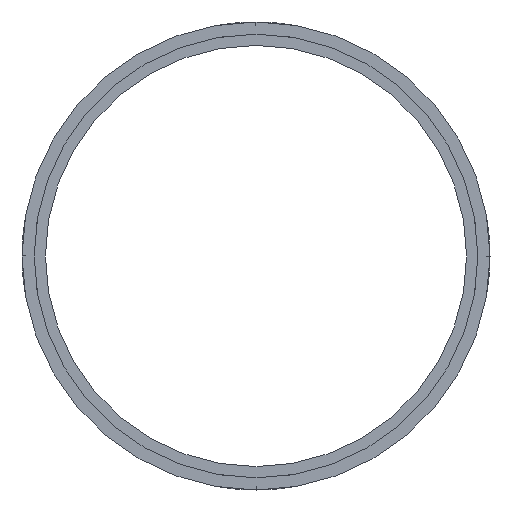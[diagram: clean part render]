
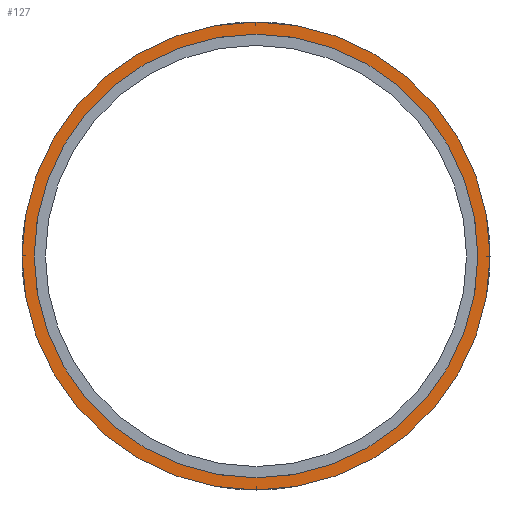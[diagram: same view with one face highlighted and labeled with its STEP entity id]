
A CAD part, left-side view. The second image highlights one B-rep face of the part: STEP entity #127.
In plain terms, the highlighted planar face has unit normal (-1, 0, 0).
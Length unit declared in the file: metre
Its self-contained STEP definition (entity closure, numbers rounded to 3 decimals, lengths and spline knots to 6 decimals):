
#29 = EDGE_CURVE ( 'NONE', #464, #1334, #1897, .T. ) ;
#71 = ORIENTED_EDGE ( 'NONE', *, *, #733, .T. ) ;
#127 = ADVANCED_FACE ( 'NONE', ( #1468, #775 ), #254, .F. ) ;
#254 = PLANE ( 'NONE',  #1218 ) ;
#303 = CARTESIAN_POINT ( 'NONE',  ( 0.13335, 0., 0. ) ) ;
#380 = DIRECTION ( 'NONE',  ( -1., 0., 0. ) ) ;
#388 = ORIENTED_EDGE ( 'NONE', *, *, #393, .T. ) ;
#393 = EDGE_CURVE ( 'NONE', #2239, #1316, #1788, .T. ) ;
#420 = DIRECTION ( 'NONE',  ( 1., 0., 0. ) ) ;
#464 = VERTEX_POINT ( 'NONE', #711 ) ;
#541 = DIRECTION ( 'NONE',  ( 0., 0., -1. ) ) ;
#566 = CIRCLE ( 'NONE', #1604, 0.03175 ) ;
#711 = CARTESIAN_POINT ( 'NONE',  ( 0.13335, 0., -0.03175 ) ) ;
#719 = AXIS2_PLACEMENT_3D ( 'NONE', #740, #380, #1755 ) ;
#733 = EDGE_CURVE ( 'NONE', #1334, #464, #566, .T. ) ;
#740 = CARTESIAN_POINT ( 'NONE',  ( 0.13335, 0., 0. ) ) ;
#775 = FACE_OUTER_BOUND ( 'NONE', #2096, .T. ) ;
#791 = DIRECTION ( 'NONE',  ( 1., 0., 0. ) ) ;
#825 = AXIS2_PLACEMENT_3D ( 'NONE', #1494, #791, #2022 ) ;
#950 = AXIS2_PLACEMENT_3D ( 'NONE', #303, #2029, #1552 ) ;
#1062 = DIRECTION ( 'NONE',  ( -1., 0., 0. ) ) ;
#1068 = ORIENTED_EDGE ( 'NONE', *, *, #1498, .T. ) ;
#1174 = EDGE_LOOP ( 'NONE', ( #388, #1068 ) ) ;
#1177 = CARTESIAN_POINT ( 'NONE',  ( 0.13335, 0., 0.030099 ) ) ;
#1218 = AXIS2_PLACEMENT_3D ( 'NONE', #2163, #420, #1780 ) ;
#1257 = CARTESIAN_POINT ( 'NONE',  ( 0.13335, 0., 0.03175 ) ) ;
#1316 = VERTEX_POINT ( 'NONE', #1963 ) ;
#1334 = VERTEX_POINT ( 'NONE', #1257 ) ;
#1454 = ORIENTED_EDGE ( 'NONE', *, *, #29, .T. ) ;
#1468 = FACE_BOUND ( 'NONE', #1174, .T. ) ;
#1494 = CARTESIAN_POINT ( 'NONE',  ( 0.13335, 0., 0. ) ) ;
#1498 = EDGE_CURVE ( 'NONE', #1316, #2239, #2179, .T. ) ;
#1552 = DIRECTION ( 'NONE',  ( 0., 0., -1. ) ) ;
#1604 = AXIS2_PLACEMENT_3D ( 'NONE', #2026, #1062, #541 ) ;
#1755 = DIRECTION ( 'NONE',  ( 0., 0., -1. ) ) ;
#1780 = DIRECTION ( 'NONE',  ( 0., 0., -1. ) ) ;
#1788 = CIRCLE ( 'NONE', #825, 0.030099 ) ;
#1897 = CIRCLE ( 'NONE', #719, 0.03175 ) ;
#1963 = CARTESIAN_POINT ( 'NONE',  ( 0.13335, 0., -0.030099 ) ) ;
#2022 = DIRECTION ( 'NONE',  ( 0., 0., -1. ) ) ;
#2026 = CARTESIAN_POINT ( 'NONE',  ( 0.13335, 0., 0. ) ) ;
#2029 = DIRECTION ( 'NONE',  ( 1., 0., 0. ) ) ;
#2096 = EDGE_LOOP ( 'NONE', ( #71, #1454 ) ) ;
#2163 = CARTESIAN_POINT ( 'NONE',  ( 0.13335, -0.03175, 0.03175 ) ) ;
#2179 = CIRCLE ( 'NONE', #950, 0.030099 ) ;
#2239 = VERTEX_POINT ( 'NONE', #1177 ) ;
